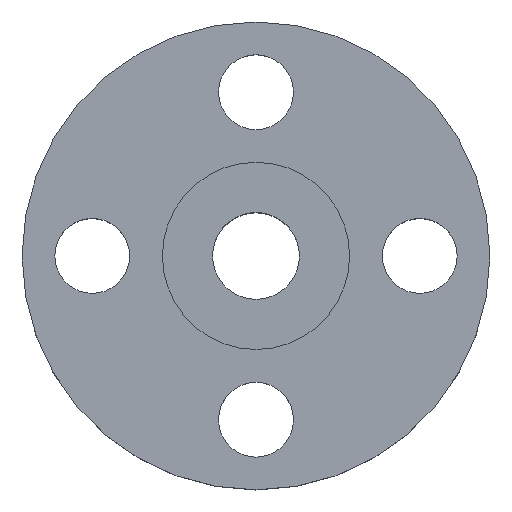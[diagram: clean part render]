
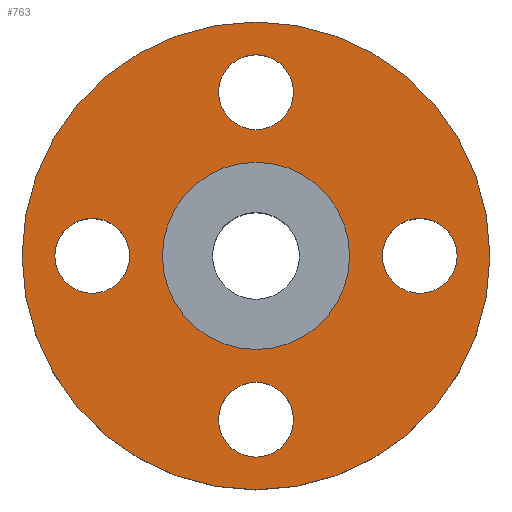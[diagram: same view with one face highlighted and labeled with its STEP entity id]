
A CAD part, top view. The second image highlights one B-rep face of the part: STEP entity #763.
In plain terms, the highlighted planar face has unit normal (0, 0, 1).
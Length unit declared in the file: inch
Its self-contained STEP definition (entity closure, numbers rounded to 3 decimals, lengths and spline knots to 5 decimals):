
#4 = DIRECTION ( 'NONE',  ( 1., 0., 0. ) ) ;
#6 = CARTESIAN_POINT ( 'NONE',  ( 1.25, 0., -0.25 ) ) ;
#8 = VERTEX_POINT ( 'NONE', #728 ) ;
#11 = CARTESIAN_POINT ( 'NONE',  ( 0., 0., -0.25 ) ) ;
#12 = CIRCLE ( 'NONE', #344, 0.5 ) ;
#17 = ORIENTED_EDGE ( 'NONE', *, *, #528, .T. ) ;
#25 = DIRECTION ( 'NONE',  ( -1., 0., 0. ) ) ;
#27 = ORIENTED_EDGE ( 'NONE', *, *, #178, .F. ) ;
#33 = VERTEX_POINT ( 'NONE', #6 ) ;
#59 = CARTESIAN_POINT ( 'NONE',  ( 0.5, 2.1875, -0.25 ) ) ;
#61 = VERTEX_POINT ( 'NONE', #762 ) ;
#65 = DIRECTION ( 'NONE',  ( 1., 0., 0. ) ) ;
#76 = DIRECTION ( 'NONE',  ( 1., 0., 0. ) ) ;
#81 = AXIS2_PLACEMENT_3D ( 'NONE', #593, #180, #449 ) ;
#82 = CARTESIAN_POINT ( 'NONE',  ( -1.25, 0., -0.25 ) ) ;
#84 = FACE_BOUND ( 'NONE', #348, .T. ) ;
#89 = CARTESIAN_POINT ( 'NONE',  ( 0., 2.1875, -0.25 ) ) ;
#99 = CIRCLE ( 'NONE', #115, 1.25 ) ;
#106 = CARTESIAN_POINT ( 'NONE',  ( 0., -2.1875, -0.25 ) ) ;
#115 = AXIS2_PLACEMENT_3D ( 'NONE', #466, #544, #65 ) ;
#120 = EDGE_CURVE ( 'NONE', #227, #667, #229, .T. ) ;
#144 = CIRCLE ( 'NONE', #809, 0.5 ) ;
#156 = DIRECTION ( 'NONE',  ( 0., 0., -1. ) ) ;
#169 = FACE_BOUND ( 'NONE', #693, .T. ) ;
#174 = AXIS2_PLACEMENT_3D ( 'NONE', #487, #478, #4 ) ;
#178 = EDGE_CURVE ( 'NONE', #33, #200, #99, .T. ) ;
#180 = DIRECTION ( 'NONE',  ( 0., 0., 1. ) ) ;
#182 = ORIENTED_EDGE ( 'NONE', *, *, #204, .F. ) ;
#183 = DIRECTION ( 'NONE',  ( 0., 0., 1. ) ) ;
#189 = AXIS2_PLACEMENT_3D ( 'NONE', #11, #272, #76 ) ;
#196 = EDGE_CURVE ( 'NONE', #743, #319, #568, .T. ) ;
#197 = CARTESIAN_POINT ( 'NONE',  ( 3.125, 0., -0.25 ) ) ;
#200 = VERTEX_POINT ( 'NONE', #82 ) ;
#204 = EDGE_CURVE ( 'NONE', #667, #227, #663, .T. ) ;
#205 = ORIENTED_EDGE ( 'NONE', *, *, #282, .F. ) ;
#211 = CARTESIAN_POINT ( 'NONE',  ( -0.5, -2.1875, -0.25 ) ) ;
#221 = FACE_BOUND ( 'NONE', #270, .T. ) ;
#227 = VERTEX_POINT ( 'NONE', #538 ) ;
#229 = CIRCLE ( 'NONE', #710, 0.5 ) ;
#230 = VERTEX_POINT ( 'NONE', #240 ) ;
#240 = CARTESIAN_POINT ( 'NONE',  ( 2.6875, 0., -0.25 ) ) ;
#241 = CARTESIAN_POINT ( 'NONE',  ( -2.1875, 0., -0.25 ) ) ;
#251 = DIRECTION ( 'NONE',  ( 0., 0., 1. ) ) ;
#263 = AXIS2_PLACEMENT_3D ( 'NONE', #576, #833, #516 ) ;
#270 = EDGE_LOOP ( 'NONE', ( #616, #414 ) ) ;
#272 = DIRECTION ( 'NONE',  ( 0., 0., 1. ) ) ;
#282 = EDGE_CURVE ( 'NONE', #625, #61, #765, .T. ) ;
#289 = AXIS2_PLACEMENT_3D ( 'NONE', #533, #597, #859 ) ;
#294 = ORIENTED_EDGE ( 'NONE', *, *, #578, .F. ) ;
#300 = ORIENTED_EDGE ( 'NONE', *, *, #120, .F. ) ;
#303 = FACE_BOUND ( 'NONE', #748, .T. ) ;
#311 = EDGE_CURVE ( 'NONE', #200, #33, #834, .T. ) ;
#319 = VERTEX_POINT ( 'NONE', #197 ) ;
#335 = DIRECTION ( 'NONE',  ( 0., 1., 0. ) ) ;
#341 = CARTESIAN_POINT ( 'NONE',  ( -1.6875, 0., -0.25 ) ) ;
#344 = AXIS2_PLACEMENT_3D ( 'NONE', #400, #658, #607 ) ;
#348 = EDGE_LOOP ( 'NONE', ( #294, #519 ) ) ;
#380 = DIRECTION ( 'NONE',  ( 0., 0., 1. ) ) ;
#385 = EDGE_CURVE ( 'NONE', #61, #625, #12, .T. ) ;
#390 = EDGE_CURVE ( 'NONE', #230, #561, #653, .T. ) ;
#400 = CARTESIAN_POINT ( 'NONE',  ( 0., -2.1875, -0.25 ) ) ;
#414 = ORIENTED_EDGE ( 'NONE', *, *, #543, .F. ) ;
#421 = DIRECTION ( 'NONE',  ( -1., 0., 0. ) ) ;
#449 = DIRECTION ( 'NONE',  ( 1., 0., 0. ) ) ;
#463 = ORIENTED_EDGE ( 'NONE', *, *, #196, .T. ) ;
#466 = CARTESIAN_POINT ( 'NONE',  ( 0., 0., -0.25 ) ) ;
#478 = DIRECTION ( 'NONE',  ( 0., 0., 1. ) ) ;
#487 = CARTESIAN_POINT ( 'NONE',  ( -2.1875, 0., -0.25 ) ) ;
#494 = FACE_BOUND ( 'NONE', #817, .T. ) ;
#506 = CARTESIAN_POINT ( 'NONE',  ( 0., 1.25, -0.25 ) ) ;
#507 = DIRECTION ( 'NONE',  ( 1., 0., 0. ) ) ;
#513 = DIRECTION ( 'NONE',  ( 0., 0., 1. ) ) ;
#516 = DIRECTION ( 'NONE',  ( 0., -1., 0. ) ) ;
#519 = ORIENTED_EDGE ( 'NONE', *, *, #830, .F. ) ;
#525 = ORIENTED_EDGE ( 'NONE', *, *, #311, .F. ) ;
#528 = EDGE_CURVE ( 'NONE', #319, #743, #799, .T. ) ;
#533 = CARTESIAN_POINT ( 'NONE',  ( 2.1875, 0., -0.25 ) ) ;
#538 = CARTESIAN_POINT ( 'NONE',  ( -2.6875, 0., -0.25 ) ) ;
#539 = AXIS2_PLACEMENT_3D ( 'NONE', #106, #639, #335 ) ;
#543 = EDGE_CURVE ( 'NONE', #561, #230, #144, .T. ) ;
#544 = DIRECTION ( 'NONE',  ( 0., 0., 1. ) ) ;
#561 = VERTEX_POINT ( 'NONE', #702 ) ;
#566 = FACE_OUTER_BOUND ( 'NONE', #575, .T. ) ;
#568 = CIRCLE ( 'NONE', #189, 3.125 ) ;
#575 = EDGE_LOOP ( 'NONE', ( #17, #463 ) ) ;
#576 = CARTESIAN_POINT ( 'NONE',  ( 0., 2.1875, -0.25 ) ) ;
#578 = EDGE_CURVE ( 'NONE', #649, #8, #605, .T. ) ;
#580 = DIRECTION ( 'NONE',  ( 0., -1., 0. ) ) ;
#593 = CARTESIAN_POINT ( 'NONE',  ( 0., 0., -0.25 ) ) ;
#597 = DIRECTION ( 'NONE',  ( 0., 0., 1. ) ) ;
#605 = CIRCLE ( 'NONE', #263, 0.5 ) ;
#607 = DIRECTION ( 'NONE',  ( 0., 1., 0. ) ) ;
#616 = ORIENTED_EDGE ( 'NONE', *, *, #390, .F. ) ;
#617 = CIRCLE ( 'NONE', #752, 0.5 ) ;
#619 = PLANE ( 'NONE',  #655 ) ;
#625 = VERTEX_POINT ( 'NONE', #211 ) ;
#636 = CARTESIAN_POINT ( 'NONE',  ( 0., 0., -0.25 ) ) ;
#639 = DIRECTION ( 'NONE',  ( 0., 0., 1. ) ) ;
#647 = ORIENTED_EDGE ( 'NONE', *, *, #385, .F. ) ;
#649 = VERTEX_POINT ( 'NONE', #59 ) ;
#653 = CIRCLE ( 'NONE', #289, 0.5 ) ;
#655 = AXIS2_PLACEMENT_3D ( 'NONE', #506, #156, #421 ) ;
#658 = DIRECTION ( 'NONE',  ( 0., 0., 1. ) ) ;
#663 = CIRCLE ( 'NONE', #174, 0.5 ) ;
#667 = VERTEX_POINT ( 'NONE', #341 ) ;
#693 = EDGE_LOOP ( 'NONE', ( #182, #300 ) ) ;
#697 = CARTESIAN_POINT ( 'NONE',  ( 2.1875, 0., -0.25 ) ) ;
#702 = CARTESIAN_POINT ( 'NONE',  ( 1.6875, 0., -0.25 ) ) ;
#710 = AXIS2_PLACEMENT_3D ( 'NONE', #241, #513, #507 ) ;
#728 = CARTESIAN_POINT ( 'NONE',  ( -0.5, 2.1875, -0.25 ) ) ;
#743 = VERTEX_POINT ( 'NONE', #744 ) ;
#744 = CARTESIAN_POINT ( 'NONE',  ( -3.125, 0., -0.25 ) ) ;
#748 = EDGE_LOOP ( 'NONE', ( #27, #525 ) ) ;
#752 = AXIS2_PLACEMENT_3D ( 'NONE', #89, #183, #580 ) ;
#762 = CARTESIAN_POINT ( 'NONE',  ( 0.5, -2.1875, -0.25 ) ) ;
#763 = ADVANCED_FACE ( 'NONE', ( #84, #221, #494, #169, #303, #566 ), #619, .F. ) ;
#765 = CIRCLE ( 'NONE', #539, 0.5 ) ;
#799 = CIRCLE ( 'NONE', #846, 3.125 ) ;
#809 = AXIS2_PLACEMENT_3D ( 'NONE', #697, #251, #25 ) ;
#817 = EDGE_LOOP ( 'NONE', ( #647, #205 ) ) ;
#830 = EDGE_CURVE ( 'NONE', #8, #649, #617, .T. ) ;
#833 = DIRECTION ( 'NONE',  ( 0., 0., 1. ) ) ;
#834 = CIRCLE ( 'NONE', #81, 1.25 ) ;
#841 = DIRECTION ( 'NONE',  ( 1., 0., 0. ) ) ;
#846 = AXIS2_PLACEMENT_3D ( 'NONE', #636, #380, #841 ) ;
#859 = DIRECTION ( 'NONE',  ( -1., 0., 0. ) ) ;
